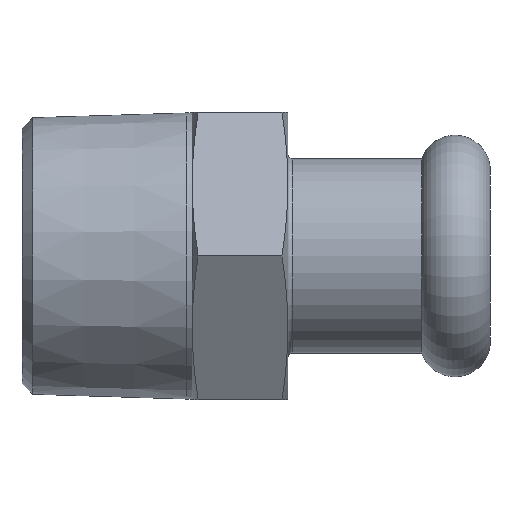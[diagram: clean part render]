
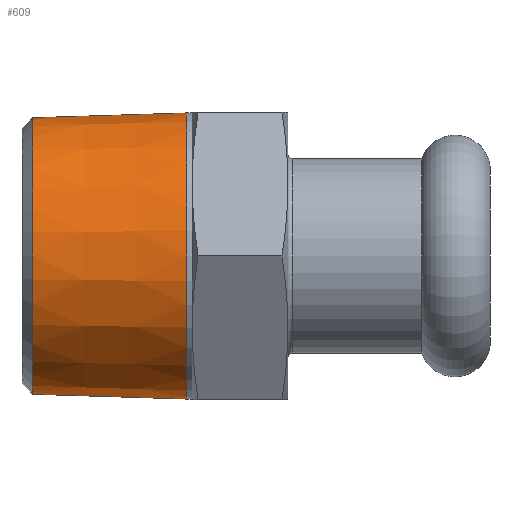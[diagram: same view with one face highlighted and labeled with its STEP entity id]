
A CAD part, left-side view. The second image highlights one B-rep face of the part: STEP entity #609.
In plain terms, the highlighted conical face has half-angle 1.78 degrees and reference radius 13.209 mm.
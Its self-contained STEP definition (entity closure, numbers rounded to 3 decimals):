
#55=CONICAL_SURFACE('',#688,13.209,0.031);
#73=LINE('',#1014,#90);
#90=VECTOR('',#817,13.209);
#117=FACE_OUTER_BOUND('',#157,.T.);
#157=EDGE_LOOP('',(#440,#441,#442,#443,#444,#445));
#210=CIRCLE('',#686,12.999);
#211=CIRCLE('',#687,12.999);
#212=CIRCLE('',#689,13.45);
#213=CIRCLE('',#690,13.45);
#263=VERTEX_POINT('',#1007);
#264=VERTEX_POINT('',#1009);
#265=VERTEX_POINT('',#1013);
#266=VERTEX_POINT('',#1015);
#330=EDGE_CURVE('',#263,#264,#210,.T.);
#331=EDGE_CURVE('',#264,#263,#211,.T.);
#332=EDGE_CURVE('',#264,#265,#73,.T.);
#333=EDGE_CURVE('',#265,#266,#212,.T.);
#334=EDGE_CURVE('',#266,#265,#213,.T.);
#440=ORIENTED_EDGE('',*,*,#330,.F.);
#441=ORIENTED_EDGE('',*,*,#331,.F.);
#442=ORIENTED_EDGE('',*,*,#332,.T.);
#443=ORIENTED_EDGE('',*,*,#333,.T.);
#444=ORIENTED_EDGE('',*,*,#334,.T.);
#445=ORIENTED_EDGE('',*,*,#332,.F.);
#609=ADVANCED_FACE('',(#117),#55,.T.);
#686=AXIS2_PLACEMENT_3D('',#1010,#811,#812);
#687=AXIS2_PLACEMENT_3D('',#1011,#813,#814);
#688=AXIS2_PLACEMENT_3D('',#1012,#815,#816);
#689=AXIS2_PLACEMENT_3D('',#1016,#818,#819);
#690=AXIS2_PLACEMENT_3D('',#1017,#820,#821);
#811=DIRECTION('center_axis',(0.,1.,0.));
#812=DIRECTION('ref_axis',(0.,0.,-1.));
#813=DIRECTION('center_axis',(0.,1.,0.));
#814=DIRECTION('ref_axis',(0.,0.,-1.));
#815=DIRECTION('center_axis',(0.,-1.,0.));
#816=DIRECTION('ref_axis',(0.,0.,1.));
#817=DIRECTION('',(0.,-1.,-0.031));
#818=DIRECTION('center_axis',(0.,1.,0.));
#819=DIRECTION('ref_axis',(0.,0.,1.));
#820=DIRECTION('center_axis',(0.,1.,0.));
#821=DIRECTION('ref_axis',(0.,0.,1.));
#1007=CARTESIAN_POINT('',(0.,43.,12.999));
#1009=CARTESIAN_POINT('',(0.,43.,-12.999));
#1010=CARTESIAN_POINT('Origin',(0.,43.,
0.));
#1011=CARTESIAN_POINT('Origin',(0.,43.,
0.));
#1012=CARTESIAN_POINT('Origin',(0.,36.25,0.));
#1013=CARTESIAN_POINT('',(0.,28.5,-13.45));
#1014=CARTESIAN_POINT('',(0.,36.25,-13.209));
#1015=CARTESIAN_POINT('',(0.,28.5,13.45));
#1016=CARTESIAN_POINT('Origin',(0.,28.5,0.));
#1017=CARTESIAN_POINT('Origin',(0.,28.5,0.));
